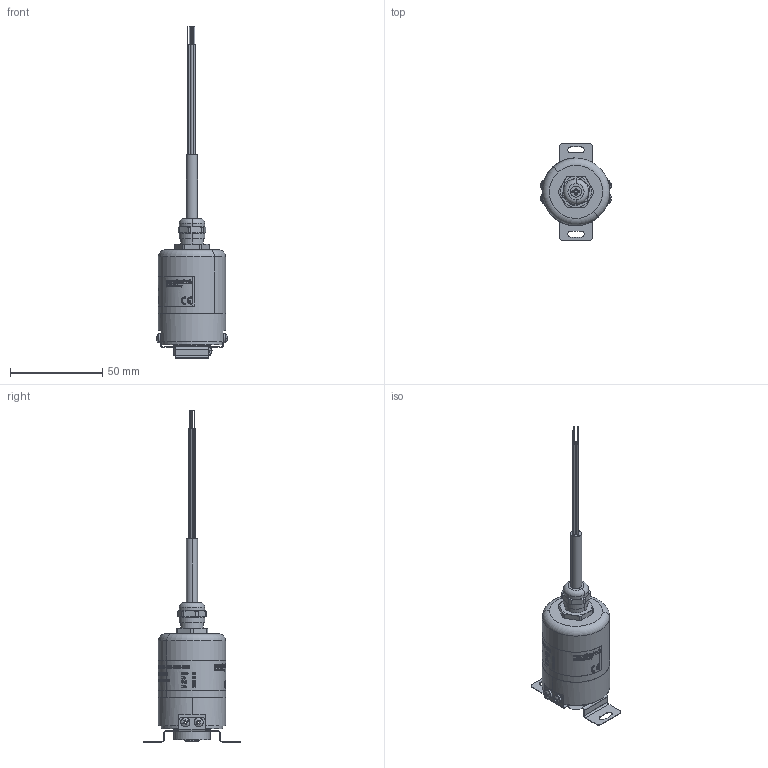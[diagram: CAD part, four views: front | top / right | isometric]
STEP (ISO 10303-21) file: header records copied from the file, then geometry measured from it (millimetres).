
FILE_DESCRIPTION (( 'STEP AP214' ), '1' );
FILE_NAME ('R_B-3607-____-____-B__.STEP', '2016-07-22T08:21:36', ( 'dummy' ), ( 'Microsoft' ), 'SwSTEP 2.0', 'SolidWorks 2014', '' );
FILE_SCHEMA (( 'AUTOMOTIVE_DESIGN' ));
Length unit declared in the file: millimetre
Products named in the file (1): R_B-3607-____-____-B__
Bounding box: 38.23 x 53 x 180.2 mm (x, y, z)
Surface area: 15657.8 mm2 (no closed solid volume)
Topology: 0 solids, 41 shells, 753 faces, 4439 edges, 3630 vertices
Faces by surface type: cylinder 270, plane 267, bspline 167, cone 21, torus 20, sphere 8
Entity records: 72784 total; most frequent: CARTESIAN_POINT 35702, ORIENTED_EDGE 5822, EDGE_CURVE 4439, DIRECTION 4245, VERTEX_POINT 3630, B_SPLINE_CURVE_WITH_KNOTS 2255, AXIS2_PLACEMENT_3D 1476, VECTOR 1293
